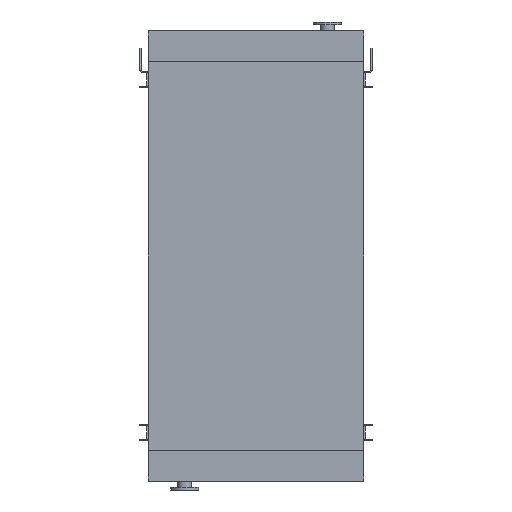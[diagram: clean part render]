
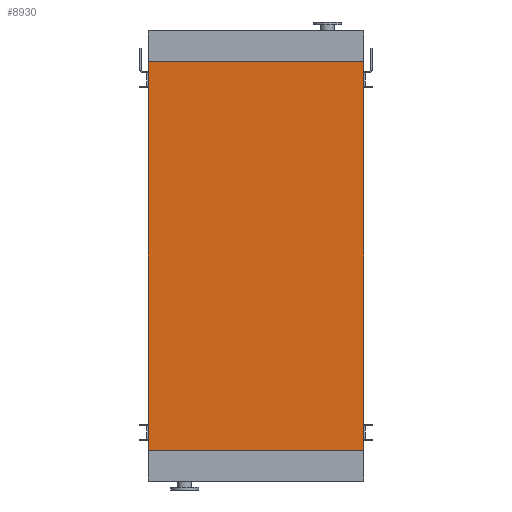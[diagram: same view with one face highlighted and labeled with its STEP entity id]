
A CAD part, front view. The second image highlights one B-rep face of the part: STEP entity #8930.
In plain terms, the highlighted planar face has unit normal (0, -1, 0).
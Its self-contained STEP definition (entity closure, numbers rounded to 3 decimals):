
#357 = VERTEX_POINT ( 'NONE', #14907 ) ;
#1276 = CARTESIAN_POINT ( 'NONE',  ( 845., 0., 0. ) ) ;
#1590 = ORIENTED_EDGE ( 'NONE', *, *, #5252, .F. ) ;
#2397 = EDGE_CURVE ( 'NONE', #4588, #2739, #7063, .T. ) ;
#2739 = VERTEX_POINT ( 'NONE', #1276 ) ;
#3259 = EDGE_CURVE ( 'NONE', #357, #4588, #11342, .T. ) ;
#3669 = VECTOR ( 'NONE', #3941, 1000. ) ;
#3772 = PLANE ( 'NONE',  #11359 ) ;
#3839 = VECTOR ( 'NONE', #12517, 1000. ) ;
#3941 = DIRECTION ( 'NONE',  ( 0., 0., 1. ) ) ;
#3997 = DIRECTION ( 'NONE',  ( 0., 0., 1. ) ) ;
#4390 = FACE_OUTER_BOUND ( 'NONE', #10308, .T. ) ;
#4588 = VERTEX_POINT ( 'NONE', #15099 ) ;
#4668 = VERTEX_POINT ( 'NONE', #6526 ) ;
#5059 = DIRECTION ( 'NONE',  ( 0., -1., 0. ) ) ;
#5232 = CARTESIAN_POINT ( 'NONE',  ( 845., 0., -3050. ) ) ;
#5252 = EDGE_CURVE ( 'NONE', #357, #4668, #9206, .T. ) ;
#5703 = CARTESIAN_POINT ( 'NONE',  ( -845., 0., 0. ) ) ;
#6131 = ORIENTED_EDGE ( 'NONE', *, *, #3259, .T. ) ;
#6526 = CARTESIAN_POINT ( 'NONE',  ( -845., 0., 0. ) ) ;
#6708 = ORIENTED_EDGE ( 'NONE', *, *, #2397, .T. ) ;
#7063 = LINE ( 'NONE', #5232, #3669 ) ;
#8214 = DIRECTION ( 'NONE',  ( 1., 0., 0. ) ) ;
#8770 = CARTESIAN_POINT ( 'NONE',  ( -845., 0., -3050. ) ) ;
#8930 = ADVANCED_FACE ( 'NONE', ( #4390 ), #3772, .T. ) ;
#9206 = LINE ( 'NONE', #11565, #12591 ) ;
#10308 = EDGE_LOOP ( 'NONE', ( #13308, #1590, #6131, #6708 ) ) ;
#11342 = LINE ( 'NONE', #13745, #3839 ) ;
#11359 = AXIS2_PLACEMENT_3D ( 'NONE', #8770, #5059, #13826 ) ;
#11565 = CARTESIAN_POINT ( 'NONE',  ( -845., 0., -3050. ) ) ;
#11849 = EDGE_CURVE ( 'NONE', #4668, #2739, #13563, .T. ) ;
#12517 = DIRECTION ( 'NONE',  ( 1., 0., 0. ) ) ;
#12591 = VECTOR ( 'NONE', #3997, 1000. ) ;
#13165 = VECTOR ( 'NONE', #8214, 1000. ) ;
#13308 = ORIENTED_EDGE ( 'NONE', *, *, #11849, .F. ) ;
#13563 = LINE ( 'NONE', #5703, #13165 ) ;
#13745 = CARTESIAN_POINT ( 'NONE',  ( -845., 0., -3050. ) ) ;
#13826 = DIRECTION ( 'NONE',  ( 0., 0., -1. ) ) ;
#14907 = CARTESIAN_POINT ( 'NONE',  ( -845., 0., -3050. ) ) ;
#15099 = CARTESIAN_POINT ( 'NONE',  ( 845., 0., -3050. ) ) ;
